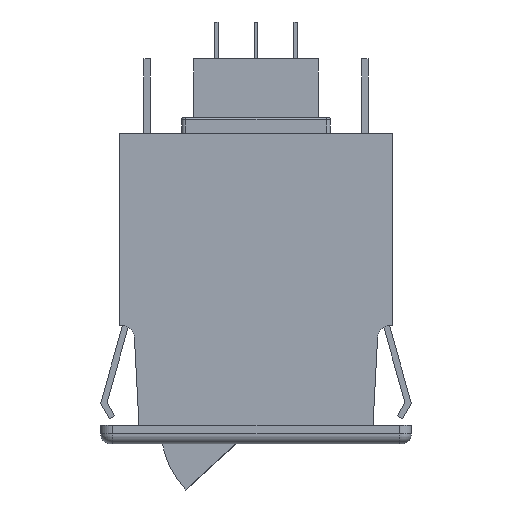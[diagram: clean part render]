
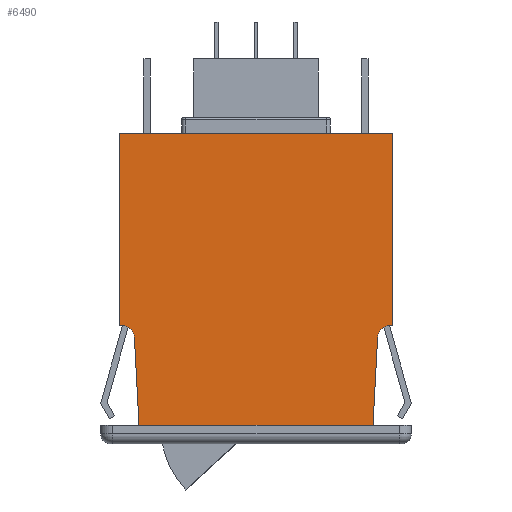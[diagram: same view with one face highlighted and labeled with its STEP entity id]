
A CAD part, left-side view. The second image highlights one B-rep face of the part: STEP entity #6490.
In plain terms, the highlighted planar face has unit normal (-1, 0, 0).
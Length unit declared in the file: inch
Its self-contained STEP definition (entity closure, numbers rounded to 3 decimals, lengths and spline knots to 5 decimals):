
#117 = CARTESIAN_POINT ( 'NONE',  ( -0.34, -0.67064, -1.025 ) ) ;
#724 = VERTEX_POINT ( 'NONE', #4161 ) ;
#735 = DIRECTION ( 'NONE',  ( -1., 0., 0. ) ) ;
#951 = VERTEX_POINT ( 'NONE', #1648 ) ;
#979 = VECTOR ( 'NONE', #9607, 39.37008 ) ;
#1278 = DIRECTION ( 'NONE',  ( 0., 0., 1. ) ) ;
#1502 = CARTESIAN_POINT ( 'NONE',  ( -0.34, 0.5875, -1.465 ) ) ;
#1648 = CARTESIAN_POINT ( 'NONE',  ( -0.34, 0.67064, -0.965 ) ) ;
#2161 = ORIENTED_EDGE ( 'NONE', *, *, #4070, .F. ) ;
#2291 = CARTESIAN_POINT ( 'NONE',  ( -0.34, 0.5875, -1.465 ) ) ;
#2333 = EDGE_CURVE ( 'NONE', #6397, #724, #6054, .T. ) ;
#2371 = VERTEX_POINT ( 'NONE', #1502 ) ;
#2921 = VECTOR ( 'NONE', #11824, 39.37008 ) ;
#3029 = EDGE_CURVE ( 'NONE', #724, #5562, #12537, .T. ) ;
#3286 = CARTESIAN_POINT ( 'NONE',  ( -0.34, -0.6875, 0. ) ) ;
#3800 = DIRECTION ( 'NONE',  ( 0., 0., -1. ) ) ;
#3851 = EDGE_CURVE ( 'NONE', #9796, #951, #9798, .T. ) ;
#4042 = LINE ( 'NONE', #11693, #4731 ) ;
#4049 = CARTESIAN_POINT ( 'NONE',  ( -0.34, 0.61072, -1.02186 ) ) ;
#4070 = EDGE_CURVE ( 'NONE', #4963, #6397, #4042, .T. ) ;
#4071 = FACE_OUTER_BOUND ( 'NONE', #14194, .T. ) ;
#4117 = DIRECTION ( 'NONE',  ( 0., 1., 0. ) ) ;
#4138 = VERTEX_POINT ( 'NONE', #7112 ) ;
#4161 = CARTESIAN_POINT ( 'NONE',  ( -0.34, -0.67064, -0.965 ) ) ;
#4332 = CARTESIAN_POINT ( 'NONE',  ( -0.34, 0.6875, 0. ) ) ;
#4571 = CARTESIAN_POINT ( 'NONE',  ( -0.34, -0.67064, -0.965 ) ) ;
#4709 = AXIS2_PLACEMENT_3D ( 'NONE', #6182, #735, #11778 ) ;
#4731 = VECTOR ( 'NONE', #3800, 39.37008 ) ;
#4791 = ORIENTED_EDGE ( 'NONE', *, *, #3851, .F. ) ;
#4963 = VERTEX_POINT ( 'NONE', #3286 ) ;
#5028 = VECTOR ( 'NONE', #9868, 39.37008 ) ;
#5562 = VERTEX_POINT ( 'NONE', #13066 ) ;
#5664 = DIRECTION ( 'NONE',  ( 0., 0.052, 0.999 ) ) ;
#5850 = CARTESIAN_POINT ( 'NONE',  ( -0.34, -0.5875, -1.465 ) ) ;
#5903 = DIRECTION ( 'NONE',  ( 0., 0.052, -0.999 ) ) ;
#5991 = ORIENTED_EDGE ( 'NONE', *, *, #13230, .F. ) ;
#6054 = LINE ( 'NONE', #4571, #2921 ) ;
#6182 = CARTESIAN_POINT ( 'NONE',  ( -0.34, 0.67064, -1.025 ) ) ;
#6373 = ORIENTED_EDGE ( 'NONE', *, *, #12396, .F. ) ;
#6397 = VERTEX_POINT ( 'NONE', #12202 ) ;
#6436 = VECTOR ( 'NONE', #12204, 39.37008 ) ;
#6490 = ADVANCED_FACE ( 'NONE', ( #4071 ), #9828, .T. ) ;
#6503 = ORIENTED_EDGE ( 'NONE', *, *, #10046, .F. ) ;
#6565 = CARTESIAN_POINT ( 'NONE',  ( -0.34, 0.6875, 0. ) ) ;
#6583 = LINE ( 'NONE', #6565, #6436 ) ;
#7112 = CARTESIAN_POINT ( 'NONE',  ( -0.34, 0.6875, -0.965 ) ) ;
#7256 = ORIENTED_EDGE ( 'NONE', *, *, #14042, .F. ) ;
#8000 = ORIENTED_EDGE ( 'NONE', *, *, #2333, .F. ) ;
#8171 = CARTESIAN_POINT ( 'NONE',  ( -0.34, 0.6875, 0. ) ) ;
#8486 = CARTESIAN_POINT ( 'NONE',  ( -0.34, 0.67064, -0.965 ) ) ;
#8710 = VERTEX_POINT ( 'NONE', #5850 ) ;
#9091 = LINE ( 'NONE', #11793, #11196 ) ;
#9451 = ORIENTED_EDGE ( 'NONE', *, *, #13765, .F. ) ;
#9578 = VECTOR ( 'NONE', #5664, 39.37008 ) ;
#9607 = DIRECTION ( 'NONE',  ( 0., 1., 0. ) ) ;
#9785 = CARTESIAN_POINT ( 'NONE',  ( -0.34, -0.67064, -1.025 ) ) ;
#9796 = VERTEX_POINT ( 'NONE', #4049 ) ;
#9798 = CIRCLE ( 'NONE', #4709, 0.06 ) ;
#9812 = LINE ( 'NONE', #8486, #979 ) ;
#9828 = PLANE ( 'NONE',  #12680 ) ;
#9868 = DIRECTION ( 'NONE',  ( 0., -1., 0. ) ) ;
#9894 = AXIS2_PLACEMENT_3D ( 'NONE', #117, #10100, #1278 ) ;
#10046 = EDGE_CURVE ( 'NONE', #2371, #9796, #11509, .T. ) ;
#10072 = ORIENTED_EDGE ( 'NONE', *, *, #11267, .F. ) ;
#10100 = DIRECTION ( 'NONE',  ( -1., 0., 0. ) ) ;
#11043 = VECTOR ( 'NONE', #5903, 39.37008 ) ;
#11196 = VECTOR ( 'NONE', #4117, 39.37008 ) ;
#11267 = EDGE_CURVE ( 'NONE', #12881, #4963, #12320, .T. ) ;
#11401 = CARTESIAN_POINT ( 'NONE',  ( -0.34, -0.5875, -1.465 ) ) ;
#11509 = LINE ( 'NONE', #2291, #9578 ) ;
#11693 = CARTESIAN_POINT ( 'NONE',  ( -0.34, -0.6875, 0. ) ) ;
#11778 = DIRECTION ( 'NONE',  ( 0., 0., -1. ) ) ;
#11793 = CARTESIAN_POINT ( 'NONE',  ( -0.34, 0.5875, -1.465 ) ) ;
#11824 = DIRECTION ( 'NONE',  ( 0., 1., 0. ) ) ;
#12030 = DIRECTION ( 'NONE',  ( -1., 0., 0. ) ) ;
#12202 = CARTESIAN_POINT ( 'NONE',  ( -0.34, -0.6875, -0.965 ) ) ;
#12204 = DIRECTION ( 'NONE',  ( 0., 0., 1. ) ) ;
#12320 = LINE ( 'NONE', #4332, #5028 ) ;
#12396 = EDGE_CURVE ( 'NONE', #951, #4138, #9812, .T. ) ;
#12537 = CIRCLE ( 'NONE', #9894, 0.06 ) ;
#12593 = LINE ( 'NONE', #11401, #11043 ) ;
#12680 = AXIS2_PLACEMENT_3D ( 'NONE', #9785, #12030, #13197 ) ;
#12881 = VERTEX_POINT ( 'NONE', #8171 ) ;
#13066 = CARTESIAN_POINT ( 'NONE',  ( -0.34, -0.61072, -1.02186 ) ) ;
#13197 = DIRECTION ( 'NONE',  ( 0., 0., 1. ) ) ;
#13230 = EDGE_CURVE ( 'NONE', #4138, #12881, #6583, .T. ) ;
#13765 = EDGE_CURVE ( 'NONE', #5562, #8710, #12593, .T. ) ;
#14042 = EDGE_CURVE ( 'NONE', #8710, #2371, #9091, .T. ) ;
#14194 = EDGE_LOOP ( 'NONE', ( #10072, #5991, #6373, #4791, #6503, #7256, #9451, #14290, #8000, #2161 ) ) ;
#14290 = ORIENTED_EDGE ( 'NONE', *, *, #3029, .F. ) ;
